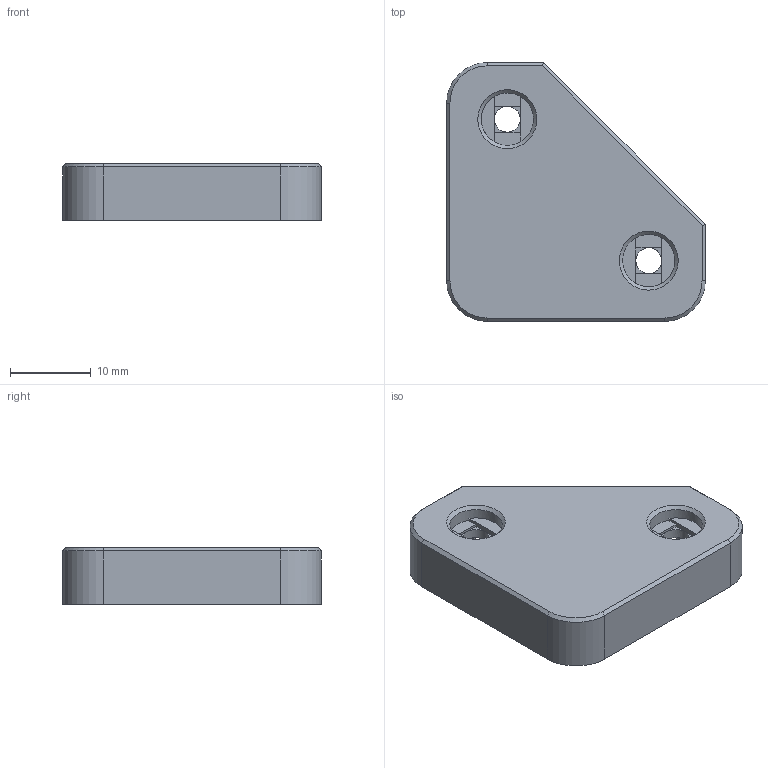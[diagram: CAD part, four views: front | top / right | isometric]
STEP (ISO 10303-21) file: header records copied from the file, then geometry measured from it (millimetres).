
FILE_DESCRIPTION(/* description */ (''),/* implementation_level */ '2;1');
FILE_NAME(/* name */ 'cornerpanelclip.step',/* time_stamp */ '2022-02-11T06:27:15-05:00',/* author */ (''),/* organization */ (''),/* preprocessor_version */ 'ST-DEVELOPER v18.1',/* originating_system */ 'Autodesk Translation Framework v10.13.0.1454',/* authorisation */ '');
FILE_SCHEMA (('AUTOMOTIVE_DESIGN { 1 0 10303 214 3 1 1 }'));
Length unit declared in the file: millimetre
Products named in the file (1): cornerpanelclip
Bounding box: 32 x 32 x 7 mm (x, y, z)
Volume: 2865.5 mm3; surface area: 3163.6 mm2
Topology: 1 solids, 1 shells, 77 faces, 208 edges, 132 vertices
Faces by surface type: plane 52, cylinder 20, cone 5
Full cylindrical faces by diameter (mm): 3.2 x2, 6.5 x2
Entity records: 2453 total; most frequent: DIRECTION 427, CARTESIAN_POINT 418, ORIENTED_EDGE 416, EDGE_CURVE 208, LINE 145, VECTOR 145, AXIS2_PLACEMENT_3D 141, VERTEX_POINT 132
